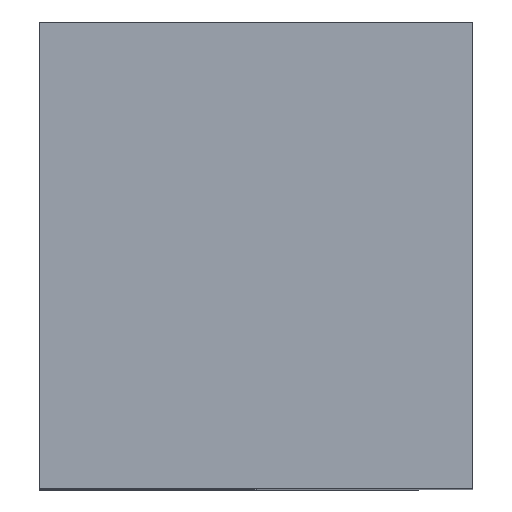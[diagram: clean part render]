
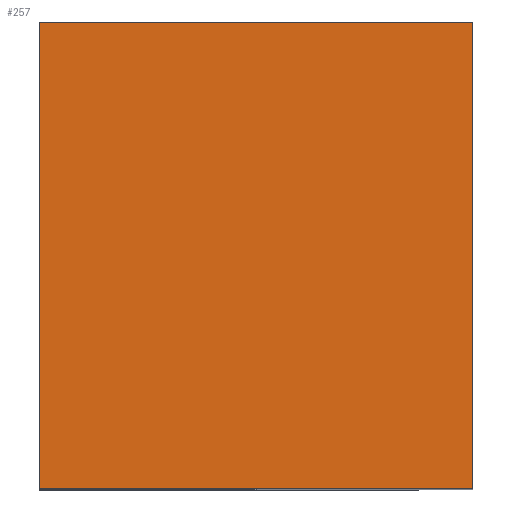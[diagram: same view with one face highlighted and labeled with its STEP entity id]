
A CAD part, top view. The second image highlights one B-rep face of the part: STEP entity #257.
In plain terms, the highlighted planar face has unit normal (0, 0, 1).
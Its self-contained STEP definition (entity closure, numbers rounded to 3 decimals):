
#31=FACE_OUTER_BOUND('',#45,.T.);
#45=EDGE_LOOP('',(#187,#188,#189,#190));
#65=LINE('',#404,#93);
#66=LINE('',#407,#94);
#67=LINE('',#409,#95);
#68=LINE('',#410,#96);
#93=VECTOR('',#327,10.);
#94=VECTOR('',#330,10.);
#95=VECTOR('',#331,10.);
#96=VECTOR('',#332,10.);
#119=VERTEX_POINT('',#400);
#120=VERTEX_POINT('',#402);
#121=VERTEX_POINT('',#406);
#122=VERTEX_POINT('',#408);
#147=EDGE_CURVE('',#119,#120,#65,.T.);
#148=EDGE_CURVE('',#119,#121,#66,.T.);
#149=EDGE_CURVE('',#122,#120,#67,.T.);
#150=EDGE_CURVE('',#121,#122,#68,.T.);
#187=ORIENTED_EDGE('',*,*,#148,.F.);
#188=ORIENTED_EDGE('',*,*,#147,.T.);
#189=ORIENTED_EDGE('',*,*,#149,.F.);
#190=ORIENTED_EDGE('',*,*,#150,.F.);
#246=PLANE('',#287);
#257=ADVANCED_FACE('',(#31),#246,.T.);
#287=AXIS2_PLACEMENT_3D('',#405,#328,#329);
#327=DIRECTION('',(0.,1.,0.));
#328=DIRECTION('center_axis',(0.,0.,
1.));
#329=DIRECTION('ref_axis',(1.,0.,0.));
#330=DIRECTION('',(-1.,0.,0.));
#331=DIRECTION('',(1.,0.,0.));
#332=DIRECTION('',(0.,1.,0.));
#400=CARTESIAN_POINT('',(20.,189.,70.));
#402=CARTESIAN_POINT('',(20.,232.,70.));
#404=CARTESIAN_POINT('',(20.,189.,70.));
#405=CARTESIAN_POINT('Origin',(-20.,189.,70.));
#406=CARTESIAN_POINT('',(-20.,189.,70.));
#407=CARTESIAN_POINT('',(20.,189.,70.));
#408=CARTESIAN_POINT('',(-20.,232.,70.));
#409=CARTESIAN_POINT('',(20.,232.,70.));
#410=CARTESIAN_POINT('',(-20.,189.,70.));
